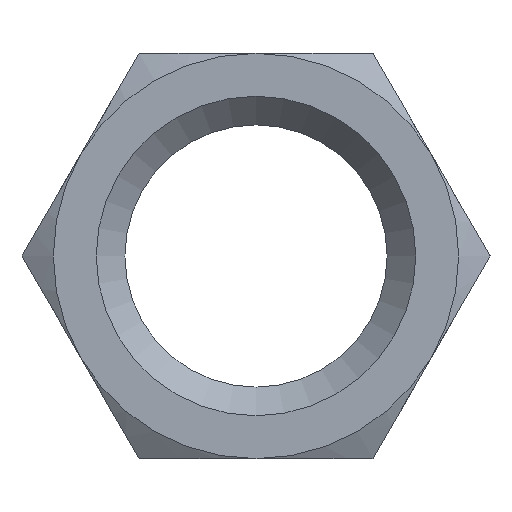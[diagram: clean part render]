
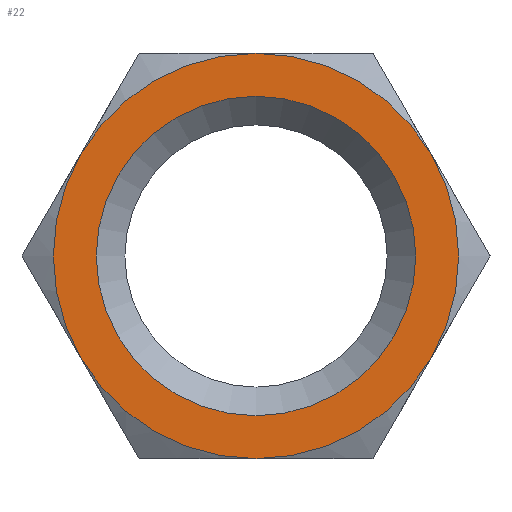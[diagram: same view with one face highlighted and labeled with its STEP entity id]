
A CAD part, front view. The second image highlights one B-rep face of the part: STEP entity #22.
In plain terms, the highlighted planar face has unit normal (0, -1, 0).
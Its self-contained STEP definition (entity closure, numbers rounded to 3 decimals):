
#22 = ADVANCED_FACE ( 'NONE', ( #107, #104 ), #586, .T. ) ;
#39 = VERTEX_POINT ( 'NONE', #402 ) ;
#48 = ORIENTED_EDGE ( 'NONE', *, *, #347, .T. ) ;
#68 = CIRCLE ( 'NONE', #296, 6.7 ) ;
#69 = CIRCLE ( 'NONE', #299, 8.5 ) ;
#70 = CIRCLE ( 'NONE', #297, 8.5 ) ;
#71 = CIRCLE ( 'NONE', #298, 8.5 ) ;
#72 = CIRCLE ( 'NONE', #302, 8.5 ) ;
#73 = CIRCLE ( 'NONE', #300, 8.5 ) ;
#75 = CIRCLE ( 'NONE', #301, 8.5 ) ;
#104 = FACE_OUTER_BOUND ( 'NONE', #173, .T. ) ;
#107 = FACE_BOUND ( 'NONE', #168, .T. ) ;
#131 = ORIENTED_EDGE ( 'NONE', *, *, #350, .T. ) ;
#157 = ORIENTED_EDGE ( 'NONE', *, *, #359, .F. ) ;
#168 = EDGE_LOOP ( 'NONE', ( #157 ) ) ;
#173 = EDGE_LOOP ( 'NONE', ( #247, #211, #48, #186, #131, #195 ) ) ;
#186 = ORIENTED_EDGE ( 'NONE', *, *, #344, .T. ) ;
#195 = ORIENTED_EDGE ( 'NONE', *, *, #353, .T. ) ;
#211 = ORIENTED_EDGE ( 'NONE', *, *, #348, .T. ) ;
#222 = VERTEX_POINT ( 'NONE', #529 ) ;
#226 = VERTEX_POINT ( 'NONE', #505 ) ;
#231 = VERTEX_POINT ( 'NONE', #476 ) ;
#234 = VERTEX_POINT ( 'NONE', #487 ) ;
#235 = VERTEX_POINT ( 'NONE', #465 ) ;
#236 = VERTEX_POINT ( 'NONE', #459 ) ;
#247 = ORIENTED_EDGE ( 'NONE', *, *, #356, .T. ) ;
#296 = AXIS2_PLACEMENT_3D ( 'NONE', #535, #534, #533 ) ;
#297 = AXIS2_PLACEMENT_3D ( 'NONE', #553, #552, #551 ) ;
#298 = AXIS2_PLACEMENT_3D ( 'NONE', #572, #571, #570 ) ;
#299 = AXIS2_PLACEMENT_3D ( 'NONE', #594, #593, #592 ) ;
#300 = AXIS2_PLACEMENT_3D ( 'NONE', #606, #605, #604 ) ;
#301 = AXIS2_PLACEMENT_3D ( 'NONE', #614, #613, #612 ) ;
#302 = AXIS2_PLACEMENT_3D ( 'NONE', #627, #626, #625 ) ;
#315 = AXIS2_PLACEMENT_3D ( 'NONE', #501, #576, #545 ) ;
#344 = EDGE_CURVE ( 'NONE', #236, #234, #72, .T. ) ;
#347 = EDGE_CURVE ( 'NONE', #231, #236, #75, .T. ) ;
#348 = EDGE_CURVE ( 'NONE', #235, #231, #73, .T. ) ;
#350 = EDGE_CURVE ( 'NONE', #234, #222, #69, .T. ) ;
#353 = EDGE_CURVE ( 'NONE', #222, #226, #71, .T. ) ;
#356 = EDGE_CURVE ( 'NONE', #226, #235, #70, .T. ) ;
#359 = EDGE_CURVE ( 'NONE', #39, #39, #68, .T. ) ;
#402 = CARTESIAN_POINT ( 'NONE',  ( 0., 0., -6.7 ) ) ;
#459 = CARTESIAN_POINT ( 'NONE',  ( 0., 0., 8.5 ) ) ;
#465 = CARTESIAN_POINT ( 'NONE',  ( 7.361, 0., -4.25 ) ) ;
#476 = CARTESIAN_POINT ( 'NONE',  ( 7.361, 0., 4.25 ) ) ;
#487 = CARTESIAN_POINT ( 'NONE',  ( -7.361, 0., 4.25 ) ) ;
#501 = CARTESIAN_POINT ( 'NONE',  ( -8.602, 0., 8.602 ) ) ;
#505 = CARTESIAN_POINT ( 'NONE',  ( 0., 0., -8.5 ) ) ;
#529 = CARTESIAN_POINT ( 'NONE',  ( -7.361, 0., -4.25 ) ) ;
#533 = DIRECTION ( 'NONE',  ( 0., 0., -1. ) ) ;
#534 = DIRECTION ( 'NONE',  ( 0., -1., 0. ) ) ;
#535 = CARTESIAN_POINT ( 'NONE',  ( 0., 0., 0. ) ) ;
#545 = DIRECTION ( 'NONE',  ( 0., 0., -1. ) ) ;
#551 = DIRECTION ( 'NONE',  ( 0., 0., 1. ) ) ;
#552 = DIRECTION ( 'NONE',  ( 0., -1., 0. ) ) ;
#553 = CARTESIAN_POINT ( 'NONE',  ( 0., 0., 0. ) ) ;
#570 = DIRECTION ( 'NONE',  ( 0., 0., 1. ) ) ;
#571 = DIRECTION ( 'NONE',  ( 0., -1., 0. ) ) ;
#572 = CARTESIAN_POINT ( 'NONE',  ( 0., 0., 0. ) ) ;
#576 = DIRECTION ( 'NONE',  ( 0., -1., 0. ) ) ;
#586 = PLANE ( 'NONE',  #315 ) ;
#592 = DIRECTION ( 'NONE',  ( 0., 0., 1. ) ) ;
#593 = DIRECTION ( 'NONE',  ( 0., -1., 0. ) ) ;
#594 = CARTESIAN_POINT ( 'NONE',  ( 0., 0., 0. ) ) ;
#604 = DIRECTION ( 'NONE',  ( 0., 0., 1. ) ) ;
#605 = DIRECTION ( 'NONE',  ( 0., -1., 0. ) ) ;
#606 = CARTESIAN_POINT ( 'NONE',  ( 0., 0., 0. ) ) ;
#612 = DIRECTION ( 'NONE',  ( 0., 0., 1. ) ) ;
#613 = DIRECTION ( 'NONE',  ( 0., -1., 0. ) ) ;
#614 = CARTESIAN_POINT ( 'NONE',  ( 0., 0., 0. ) ) ;
#625 = DIRECTION ( 'NONE',  ( 0., 0., 1. ) ) ;
#626 = DIRECTION ( 'NONE',  ( 0., -1., 0. ) ) ;
#627 = CARTESIAN_POINT ( 'NONE',  ( 0., 0., 0. ) ) ;
